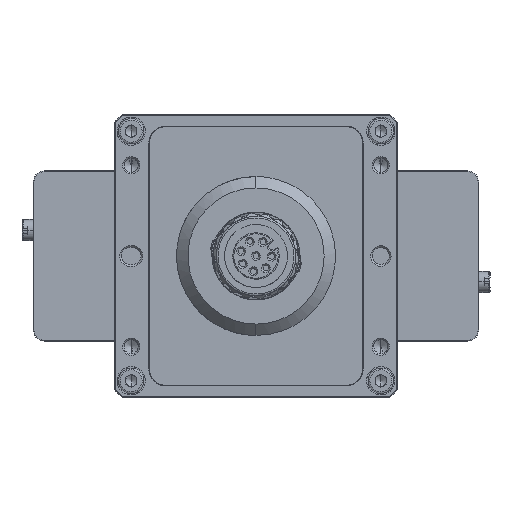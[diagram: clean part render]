
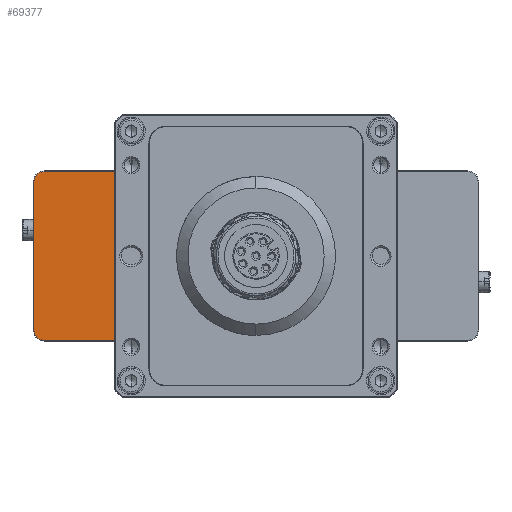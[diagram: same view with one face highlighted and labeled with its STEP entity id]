
A CAD part, front view. The second image highlights one B-rep face of the part: STEP entity #69377.
In plain terms, the highlighted planar face has unit normal (0, -1, 0).
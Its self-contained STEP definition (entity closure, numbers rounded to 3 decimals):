
#266 = FACE_OUTER_BOUND ( 'NONE', #55389, .T. ) ;
#2358 = DIRECTION ( 'NONE',  ( 0., -1., 0. ) ) ;
#5501 = VERTEX_POINT ( 'NONE', #46636 ) ;
#6236 = DIRECTION ( 'NONE',  ( -1., 0., 0. ) ) ;
#6610 = CIRCLE ( 'NONE', #98208, 1.9 ) ;
#6761 = DIRECTION ( 'NONE',  ( -1., 0., 0. ) ) ;
#7258 = CARTESIAN_POINT ( 'NONE',  ( -39.25, 24.7, -9.5 ) ) ;
#7503 = AXIS2_PLACEMENT_3D ( 'NONE', #61518, #91822, #6236 ) ;
#7901 = ORIENTED_EDGE ( 'NONE', *, *, #46026, .F. ) ;
#9261 = VERTEX_POINT ( 'NONE', #52933 ) ;
#9434 = VECTOR ( 'NONE', #93303, 1000. ) ;
#9894 = VECTOR ( 'NONE', #47415, 1000. ) ;
#10642 = DIRECTION ( 'NONE',  ( -1., 0., 0. ) ) ;
#11335 = EDGE_CURVE ( 'NONE', #64290, #86717, #15103, .T. ) ;
#15103 = LINE ( 'NONE', #45784, #19528 ) ;
#16213 = ORIENTED_EDGE ( 'NONE', *, *, #11335, .T. ) ;
#16967 = AXIS2_PLACEMENT_3D ( 'NONE', #7258, #22895, #6761 ) ;
#17298 = ORIENTED_EDGE ( 'NONE', *, *, #93087, .T. ) ;
#19528 = VECTOR ( 'NONE', #76474, 1000. ) ;
#19663 = CARTESIAN_POINT ( 'NONE',  ( -39.15, 24.7, 13. ) ) ;
#22826 = DIRECTION ( 'NONE',  ( 0., -1., 0. ) ) ;
#22895 = DIRECTION ( 'NONE',  ( 0., -1., 0. ) ) ;
#32928 = CARTESIAN_POINT ( 'NONE',  ( -37.25, 24.7, 14.9 ) ) ;
#33066 = DIRECTION ( 'NONE',  ( 1., 0., 0. ) ) ;
#33461 = CIRCLE ( 'NONE', #7503, 23.5 ) ;
#36829 = CARTESIAN_POINT ( 'NONE',  ( -18.173, 24.7, -14.9 ) ) ;
#38971 = PLANE ( 'NONE',  #16967 ) ;
#45784 = CARTESIAN_POINT ( 'NONE',  ( -18.09, 24.7, -14.9 ) ) ;
#46026 = EDGE_CURVE ( 'NONE', #5501, #86717, #33461, .T. ) ;
#46636 = CARTESIAN_POINT ( 'NONE',  ( -23.5, 24.7, 0. ) ) ;
#46915 = DIRECTION ( 'NONE',  ( 1., 0., 0. ) ) ;
#47415 = DIRECTION ( 'NONE',  ( 0., 0., -1. ) ) ;
#49589 = EDGE_CURVE ( 'NONE', #93934, #64290, #6610, .T. ) ;
#52135 = CIRCLE ( 'NONE', #94038, 1.9 ) ;
#52933 = CARTESIAN_POINT ( 'NONE',  ( -37.25, 24.7, 14.9 ) ) ;
#55389 = EDGE_LOOP ( 'NONE', ( #57482, #16213, #7901, #78562, #93167, #84000, #17298 ) ) ;
#57482 = ORIENTED_EDGE ( 'NONE', *, *, #49589, .T. ) ;
#61518 = CARTESIAN_POINT ( 'NONE',  ( 0., 24.7, 0. ) ) ;
#61940 = CARTESIAN_POINT ( 'NONE',  ( 0., 24.7, 0. ) ) ;
#61989 = EDGE_CURVE ( 'NONE', #65579, #9261, #70048, .T. ) ;
#64191 = CIRCLE ( 'NONE', #77108, 23.5 ) ;
#64290 = VERTEX_POINT ( 'NONE', #98658 ) ;
#65579 = VERTEX_POINT ( 'NONE', #77773 ) ;
#69377 = ADVANCED_FACE ( 'NONE', ( #266 ), #38971, .T. ) ;
#70048 = LINE ( 'NONE', #32928, #9434 ) ;
#71201 = CARTESIAN_POINT ( 'NONE',  ( -37.25, 24.7, 13. ) ) ;
#71471 = DIRECTION ( 'NONE',  ( 0., -1., 0. ) ) ;
#76474 = DIRECTION ( 'NONE',  ( 1., 0., 0. ) ) ;
#77108 = AXIS2_PLACEMENT_3D ( 'NONE', #61940, #71471, #10642 ) ;
#77773 = CARTESIAN_POINT ( 'NONE',  ( -18.173, 24.7, 14.9 ) ) ;
#78562 = ORIENTED_EDGE ( 'NONE', *, *, #98116, .F. ) ;
#84000 = ORIENTED_EDGE ( 'NONE', *, *, #87336, .T. ) ;
#85159 = CARTESIAN_POINT ( 'NONE',  ( -37.25, 24.7, -13. ) ) ;
#86717 = VERTEX_POINT ( 'NONE', #36829 ) ;
#87336 = EDGE_CURVE ( 'NONE', #9261, #91283, #52135, .T. ) ;
#91283 = VERTEX_POINT ( 'NONE', #19663 ) ;
#91822 = DIRECTION ( 'NONE',  ( 0., -1., 0. ) ) ;
#93087 = EDGE_CURVE ( 'NONE', #91283, #93934, #93265, .T. ) ;
#93167 = ORIENTED_EDGE ( 'NONE', *, *, #61989, .T. ) ;
#93265 = LINE ( 'NONE', #96045, #9894 ) ;
#93303 = DIRECTION ( 'NONE',  ( -1., 0., 0. ) ) ;
#93934 = VERTEX_POINT ( 'NONE', #98050 ) ;
#94038 = AXIS2_PLACEMENT_3D ( 'NONE', #71201, #2358, #33066 ) ;
#96045 = CARTESIAN_POINT ( 'NONE',  ( -39.15, 24.7, -13. ) ) ;
#98050 = CARTESIAN_POINT ( 'NONE',  ( -39.15, 24.7, -13. ) ) ;
#98116 = EDGE_CURVE ( 'NONE', #65579, #5501, #64191, .T. ) ;
#98208 = AXIS2_PLACEMENT_3D ( 'NONE', #85159, #22826, #46915 ) ;
#98658 = CARTESIAN_POINT ( 'NONE',  ( -37.25, 24.7, -14.9 ) ) ;
